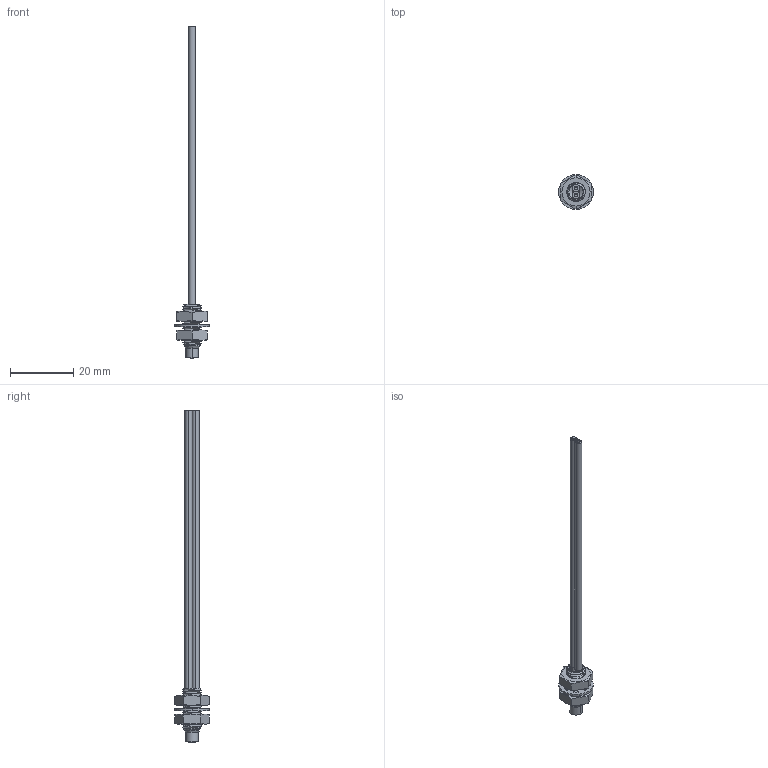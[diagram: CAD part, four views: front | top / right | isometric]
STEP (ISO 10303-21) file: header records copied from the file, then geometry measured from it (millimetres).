
FILE_DESCRIPTION((''),'2;1');
FILE_NAME('192752_ASM','2016-02-09T',('pdmadmin'),(''),'PRO/ENGINEER BY PARAMETRIC TECHNOLOGY CORPORATION, 2013230','PRO/ENGINEER BY PARAMETRIC TECHNOLOGY CORPORATION, 2013230','');
FILE_SCHEMA(('CONFIG_CONTROL_DESIGN'));
Length unit declared in the file: inch
Products named in the file (7): 30922; 130294; 10147_BARE_CORE67; 30920; 30921; 42799_ASM; 192752_ASM
Assembly tree (9 placements, depth 3):
  192752_ASM
    42799_ASM
      30922
      130294  x2
      10147_BARE_CORE67  x2
      30920
      30921  x2
Bounding box: 11 x 11 x 104.62 mm (x, y, z)
Volume: 1094.6 mm3; surface area: 3375.6 mm2
Topology: 8 solids, 10 shells, 159 faces, 395 edges, 252 vertices
Faces by surface type: cylinder 83, plane 44, cone 14, bspline 10, torus 8
Entity records: 8402 total; most frequent: CARTESIAN_POINT 5258, ORIENTED_EDGE 642, DIRECTION 595, EDGE_CURVE 323, AXIS2_PLACEMENT_3D 228, VERTEX_POINT 208, VECTOR 139, LINE 139
